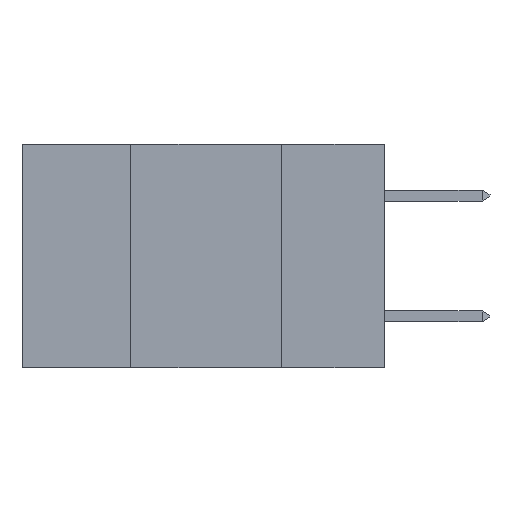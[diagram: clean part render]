
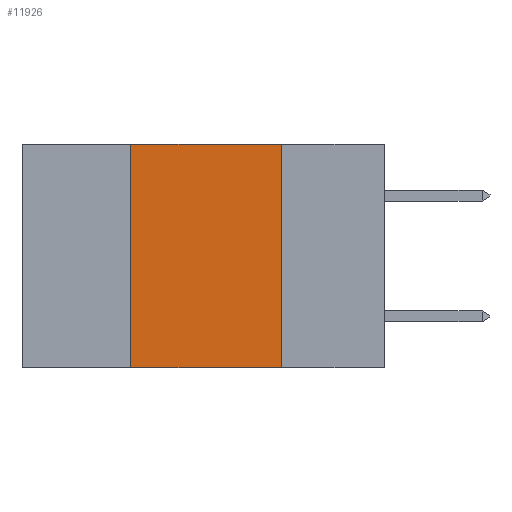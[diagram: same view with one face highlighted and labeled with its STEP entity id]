
A CAD part, left-side view. The second image highlights one B-rep face of the part: STEP entity #11926.
In plain terms, the highlighted planar face has unit normal (-1, 0, 0).
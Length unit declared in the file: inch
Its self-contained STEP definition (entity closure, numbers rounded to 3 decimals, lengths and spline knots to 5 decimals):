
#361 = PLANE ( 'NONE',  #6998 ) ;
#426 = EDGE_CURVE ( 'NONE', #2450, #9390, #9088, .T. ) ;
#491 = CARTESIAN_POINT ( 'NONE',  ( 0., 0.42, 0. ) ) ;
#526 = DIRECTION ( 'NONE',  ( 1., 0., 0. ) ) ;
#612 = LINE ( 'NONE', #4128, #7323 ) ;
#656 = DIRECTION ( 'NONE',  ( 0., -1., 0. ) ) ;
#937 = CARTESIAN_POINT ( 'NONE',  ( 0., 0.17, 0. ) ) ;
#939 = CARTESIAN_POINT ( 'NONE',  ( 0., 0.6, 0. ) ) ;
#1270 = CARTESIAN_POINT ( 'NONE',  ( 0., 0.42, -0.37 ) ) ;
#2183 = VERTEX_POINT ( 'NONE', #1270 ) ;
#2450 = VERTEX_POINT ( 'NONE', #491 ) ;
#2505 = EDGE_LOOP ( 'NONE', ( #2705, #10671, #11406, #12237 ) ) ;
#2697 = VECTOR ( 'NONE', #7271, 39.37008 ) ;
#2705 = ORIENTED_EDGE ( 'NONE', *, *, #11228, .F. ) ;
#3129 = LINE ( 'NONE', #7237, #2697 ) ;
#3263 = DIRECTION ( 'NONE',  ( 0., 0., -1. ) ) ;
#3957 = VECTOR ( 'NONE', #656, 39.37008 ) ;
#4128 = CARTESIAN_POINT ( 'NONE',  ( 0., 0.42, 0. ) ) ;
#6540 = FACE_OUTER_BOUND ( 'NONE', #2505, .T. ) ;
#6653 = VERTEX_POINT ( 'NONE', #7533 ) ;
#6998 = AXIS2_PLACEMENT_3D ( 'NONE', #8996, #526, #3263 ) ;
#7237 = CARTESIAN_POINT ( 'NONE',  ( 0., 0.17, 0. ) ) ;
#7271 = DIRECTION ( 'NONE',  ( 0., 0., -1. ) ) ;
#7323 = VECTOR ( 'NONE', #10787, 39.37008 ) ;
#7533 = CARTESIAN_POINT ( 'NONE',  ( 0., 0.17, -0.37 ) ) ;
#8346 = VECTOR ( 'NONE', #12244, 39.37008 ) ;
#8982 = EDGE_CURVE ( 'NONE', #2183, #6653, #9304, .T. ) ;
#8996 = CARTESIAN_POINT ( 'NONE',  ( 0., 0.6, 0. ) ) ;
#9088 = LINE ( 'NONE', #939, #8346 ) ;
#9207 = CARTESIAN_POINT ( 'NONE',  ( 0., 0.6, -0.37 ) ) ;
#9304 = LINE ( 'NONE', #9207, #3957 ) ;
#9390 = VERTEX_POINT ( 'NONE', #937 ) ;
#10671 = ORIENTED_EDGE ( 'NONE', *, *, #426, .F. ) ;
#10787 = DIRECTION ( 'NONE',  ( 0., 0., 1. ) ) ;
#11228 = EDGE_CURVE ( 'NONE', #9390, #6653, #3129, .T. ) ;
#11406 = ORIENTED_EDGE ( 'NONE', *, *, #11490, .F. ) ;
#11490 = EDGE_CURVE ( 'NONE', #2183, #2450, #612, .T. ) ;
#11926 = ADVANCED_FACE ( 'NONE', ( #6540 ), #361, .F. ) ;
#12237 = ORIENTED_EDGE ( 'NONE', *, *, #8982, .T. ) ;
#12244 = DIRECTION ( 'NONE',  ( 0., -1., 0. ) ) ;
